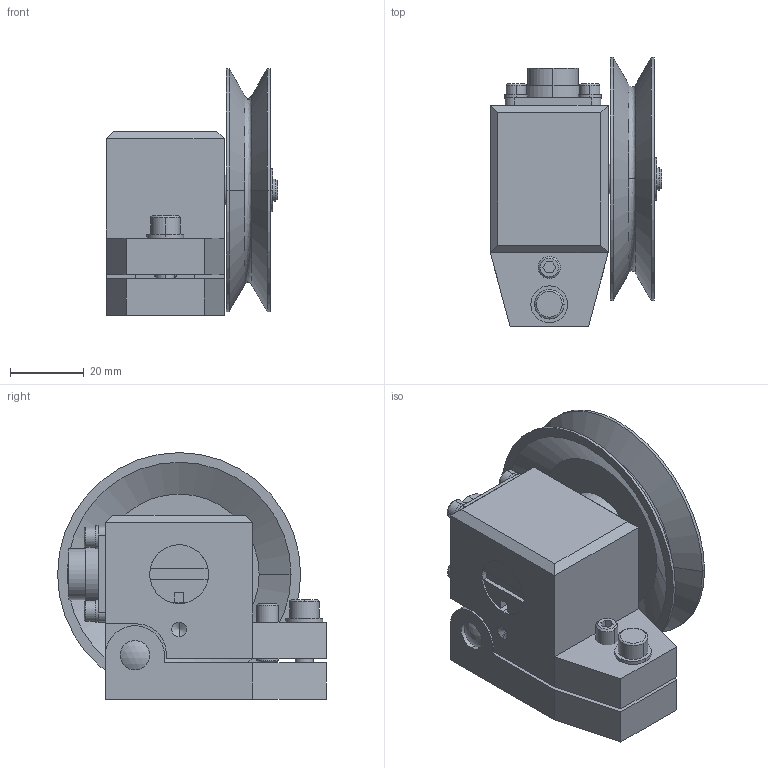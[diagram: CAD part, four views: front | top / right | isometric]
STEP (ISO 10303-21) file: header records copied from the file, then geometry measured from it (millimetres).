
FILE_DESCRIPTION((''),'2;1');
FILE_NAME('130220.1.stp','2014-01-27T06:54:10',(''),(''),'Mechanical Desktop 2009','Mechanical Desktop 2009',', , ');
FILE_SCHEMA(('CONFIG_CONTROL_DESIGN'));
Length unit declared in the file: millimetre
Products named in the file (26): R1302201; R1206234A; R1206234; R1301296; R1302202; R1302202A; FEDERRING_M3A; FEDERRING_M3; I-6KT_SCHRAUBE_M3X8; I-6KT_SCHRAUBE_M3X8A; GERÄTESTECKER_5POL_C091 31S005 100 2A; GERÄTESTECKER_5POL_C091 31S005 100 2; ZYLSTIFT8X32; ZYLSTIFT8X32A; U-SCHEIBE_M5; U-SCHEIBE_M5A; I-6KT_SCHRAUBE_M5X20A; I-6KT_SCHRAUBE_M5X20; I-6KT_GEWINDESTIFT_M6X16A; I-6KT_GEWINDESTIFT_M6X16; RILLENKUGELLAGER_SF626; TEIL1; SICHERUNGSRING_A6; SICHERUNGSRING_A6A; R0009112; RM_SDB
Assembly tree (34 placements, depth 3):
  R1302201
    R1206234A
      R1206234
    R1301296
    R1302202
      R1302202A
    FEDERRING_M3A  x4
      FEDERRING_M3
    I-6KT_SCHRAUBE_M3X8  x4
      I-6KT_SCHRAUBE_M3X8A
    GERÄTESTECKER_5POL_C091 31S005 100 2A
      GERÄTESTECKER_5POL_C091 31S005 100 2
    ZYLSTIFT8X32
      ZYLSTIFT8X32A
    U-SCHEIBE_M5
      U-SCHEIBE_M5A
    I-6KT_SCHRAUBE_M5X20A
      I-6KT_SCHRAUBE_M5X20
    I-6KT_GEWINDESTIFT_M6X16A
      I-6KT_GEWINDESTIFT_M6X16
    RILLENKUGELLAGER_SF626  x2
      TEIL1
    SICHERUNGSRING_A6
      SICHERUNGSRING_A6A
    R0009112
    RM_SDB  x3
Bounding box: 46.5 x 73 x 67 mm (x, y, z)
Volume: 81976.1 mm3; surface area: 42348.6 mm2
Topology: 20 solids, 21 shells, 449 faces, 1165 edges, 726 vertices
Faces by surface type: cylinder 184, plane 136, cone 51, torus 42, sphere 34, bspline 2
Entity records: 11665 total; most frequent: CARTESIAN_POINT 2697, DIRECTION 1966, ORIENTED_EDGE 1650, EDGE_CURVE 825, AXIS2_PLACEMENT_3D 809, VERTEX_POINT 544, EDGE_LOOP 439, CIRCLE 429
